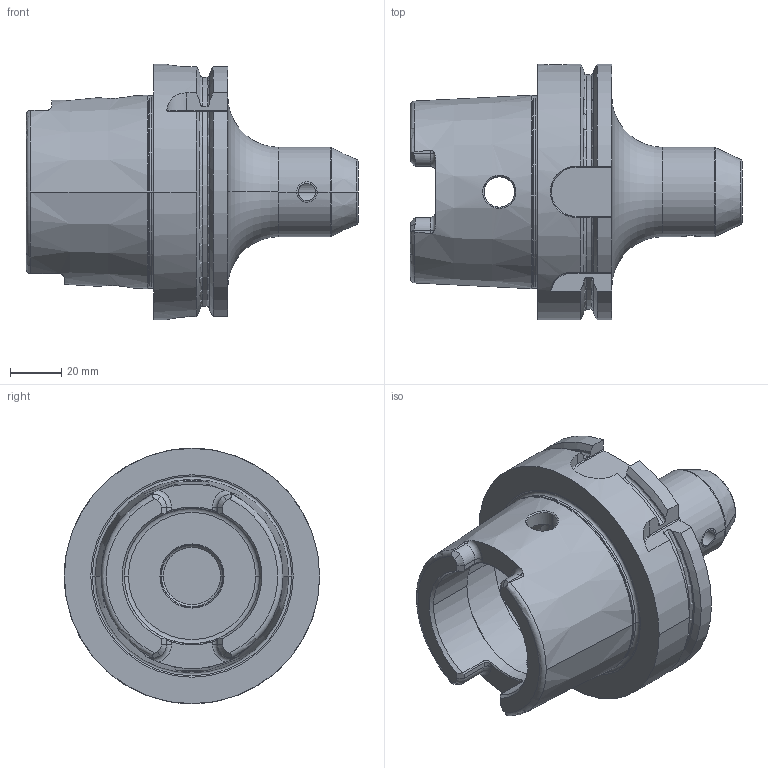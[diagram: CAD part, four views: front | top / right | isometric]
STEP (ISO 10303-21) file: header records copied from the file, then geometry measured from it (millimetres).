
FILE_DESCRIPTION((''),'2;1');
FILE_NAME('A100-000-10','2011-09-13T',('mei'),(''),'PRO/ENGINEER BY PARAMETRIC TECHNOLOGY CORPORATION, 2010430','PRO/ENGINEER BY PARAMETRIC TECHNOLOGY CORPORATION, 2010430','');
FILE_SCHEMA(('CONFIG_CONTROL_DESIGN'));
Length unit declared in the file: millimetre
Products named in the file (1): A100-000-10
Bounding box: 130 x 100 x 100 mm (x, y, z)
Volume: 309242.2 mm3; surface area: 56164 mm2
Topology: 1 solids, 4 shells, 182 faces, 461 edges, 281 vertices
Faces by surface type: cylinder 55, plane 52, torus 34, cone 31, bspline 8, extrusion 2
Entity records: 7049 total; most frequent: CARTESIAN_POINT 2731, ORIENTED_EDGE 906, DIRECTION 880, EDGE_CURVE 461, AXIS2_PLACEMENT_3D 346, VERTEX_POINT 281, VECTOR 188, EDGE_LOOP 188
